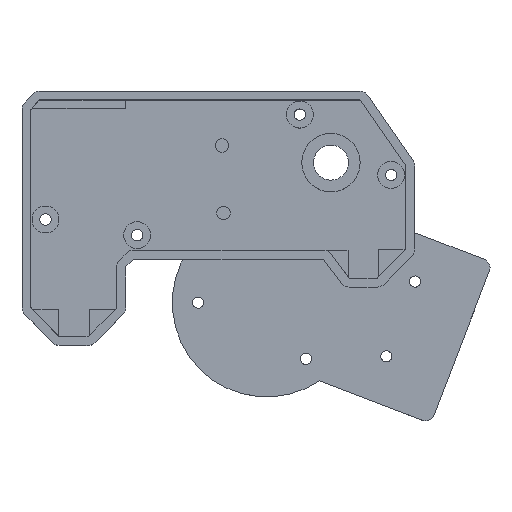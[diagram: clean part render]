
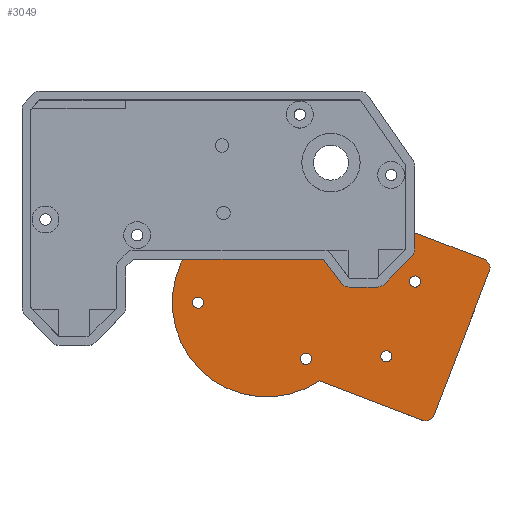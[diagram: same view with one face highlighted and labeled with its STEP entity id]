
A CAD part, top view. The second image highlights one B-rep face of the part: STEP entity #3049.
In plain terms, the highlighted planar face has unit normal (0, 0, 1).
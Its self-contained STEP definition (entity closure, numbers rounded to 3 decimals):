
#2998 = VERTEX_POINT('',#2999);
#2999 = CARTESIAN_POINT('',(86.548,-40.21,-5.));
#3005 = EDGE_CURVE('',#2998,#2998,#3006,.T.);
#3006 = CIRCLE('',#3007,1.25);
#3007 = AXIS2_PLACEMENT_3D('',#3008,#3009,#3010);
#3008 = CARTESIAN_POINT('',(85.298,-40.21,-5.));
#3009 = DIRECTION('',(0.,0.,-1.));
#3010 = DIRECTION('',(1.,0.,0.));
#3049 = ADVANCED_FACE('',(#3050,#3151,#3154,#3165,#3176),#3187,.T.);
#3050 = FACE_BOUND('',#3051,.F.);
#3051 = EDGE_LOOP('',(#3052,#3063,#3071,#3080,#3088,#3097,#3105,#3113,
    #3121,#3129,#3137,#3145));
#3052 = ORIENTED_EDGE('',*,*,#3053,.T.);
#3053 = EDGE_CURVE('',#3054,#3056,#3058,.T.);
#3054 = VERTEX_POINT('',#3055);
#3055 = CARTESIAN_POINT('',(100.702,-35.253,-5.));
#3056 = VERTEX_POINT('',#3057);
#3057 = CARTESIAN_POINT('',(101.854,-37.838,-5.));
#3058 = CIRCLE('',#3059,2.);
#3059 = AXIS2_PLACEMENT_3D('',#3060,#3061,#3062);
#3060 = CARTESIAN_POINT('',(99.987,-37.121,-5.));
#3061 = DIRECTION('',(0.,0.,-1.));
#3062 = DIRECTION('',(1.,0.,0.));
#3063 = ORIENTED_EDGE('',*,*,#3064,.T.);
#3064 = EDGE_CURVE('',#3056,#3065,#3067,.T.);
#3065 = VERTEX_POINT('',#3066);
#3066 = CARTESIAN_POINT('',(89.518,-69.965,-5.));
#3067 = LINE('',#3068,#3069);
#3068 = CARTESIAN_POINT('',(101.854,-37.838,-5.));
#3069 = VECTOR('',#3070,1.);
#3070 = DIRECTION('',(-0.358,-0.934,0.
    ));
#3071 = ORIENTED_EDGE('',*,*,#3072,.T.);
#3072 = EDGE_CURVE('',#3065,#3073,#3075,.T.);
#3073 = VERTEX_POINT('',#3074);
#3074 = CARTESIAN_POINT('',(86.934,-71.115,-5.));
#3075 = CIRCLE('',#3076,2.);
#3076 = AXIS2_PLACEMENT_3D('',#3077,#3078,#3079);
#3077 = CARTESIAN_POINT('',(87.651,-69.248,-5.));
#3078 = DIRECTION('',(0.,0.,-1.));
#3079 = DIRECTION('',(1.,0.,0.));
#3080 = ORIENTED_EDGE('',*,*,#3081,.T.);
#3081 = EDGE_CURVE('',#3073,#3082,#3084,.T.);
#3082 = VERTEX_POINT('',#3083);
#3083 = CARTESIAN_POINT('',(63.995,-62.309,-5.));
#3084 = LINE('',#3085,#3086);
#3085 = CARTESIAN_POINT('',(86.934,-71.115,-5.));
#3086 = VECTOR('',#3087,1.);
#3087 = DIRECTION('',(-0.934,0.358,0.
    ));
#3088 = ORIENTED_EDGE('',*,*,#3089,.T.);
#3089 = EDGE_CURVE('',#3082,#3090,#3092,.T.);
#3090 = VERTEX_POINT('',#3091);
#3091 = CARTESIAN_POINT('',(33.188,-36.089,-5.));
#3092 = CIRCLE('',#3093,21.);
#3093 = AXIS2_PLACEMENT_3D('',#3094,#3095,#3096);
#3094 = CARTESIAN_POINT('',(52.25,-44.9,-5.));
#3095 = DIRECTION('',(0.,0.,-1.));
#3096 = DIRECTION('',(1.,0.,0.));
#3097 = ORIENTED_EDGE('',*,*,#3098,.T.);
#3098 = EDGE_CURVE('',#3090,#3099,#3101,.T.);
#3099 = VERTEX_POINT('',#3100);
#3100 = CARTESIAN_POINT('',(33.993,-34.619,-5.));
#3101 = LINE('',#3102,#3103);
#3102 = CARTESIAN_POINT('',(33.188,-36.089,-5.));
#3103 = VECTOR('',#3104,1.);
#3104 = DIRECTION('',(0.481,0.877,0.)
  );
#3105 = ORIENTED_EDGE('',*,*,#3106,.T.);
#3106 = EDGE_CURVE('',#3099,#3107,#3109,.T.);
#3107 = VERTEX_POINT('',#3108);
#3108 = CARTESIAN_POINT('',(65.342,-34.619,-5.));
#3109 = LINE('',#3110,#3111);
#3110 = CARTESIAN_POINT('',(33.993,-34.619,-5.));
#3111 = VECTOR('',#3112,1.);
#3112 = DIRECTION('',(1.,0.,0.));
#3113 = ORIENTED_EDGE('',*,*,#3114,.F.);
#3114 = EDGE_CURVE('',#3115,#3107,#3117,.T.);
#3115 = VERTEX_POINT('',#3116);
#3116 = CARTESIAN_POINT('',(69.834,-40.868,-5.));
#3117 = LINE('',#3118,#3119);
#3118 = CARTESIAN_POINT('',(69.834,-40.868,-5.));
#3119 = VECTOR('',#3120,1.);
#3120 = DIRECTION('',(-0.584,0.812,0.
    ));
#3121 = ORIENTED_EDGE('',*,*,#3122,.F.);
#3122 = EDGE_CURVE('',#3123,#3115,#3125,.T.);
#3123 = VERTEX_POINT('',#3124);
#3124 = CARTESIAN_POINT('',(78.075,-40.679,-5.));
#3125 = LINE('',#3126,#3127);
#3126 = CARTESIAN_POINT('',(78.075,-40.679,-5.));
#3127 = VECTOR('',#3128,1.);
#3128 = DIRECTION('',(-1.,-0.023,
    0.));
#3129 = ORIENTED_EDGE('',*,*,#3130,.T.);
#3130 = EDGE_CURVE('',#3123,#3131,#3133,.T.);
#3131 = VERTEX_POINT('',#3132);
#3132 = CARTESIAN_POINT('',(84.764,-33.659,-5.));
#3133 = LINE('',#3134,#3135);
#3134 = CARTESIAN_POINT('',(78.075,-40.679,-5.));
#3135 = VECTOR('',#3136,1.);
#3136 = DIRECTION('',(0.69,0.724,0.)
  );
#3137 = ORIENTED_EDGE('',*,*,#3138,.T.);
#3138 = EDGE_CURVE('',#3131,#3139,#3141,.T.);
#3139 = VERTEX_POINT('',#3140);
#3140 = CARTESIAN_POINT('',(85.011,-29.238,-5.));
#3141 = LINE('',#3142,#3143);
#3142 = CARTESIAN_POINT('',(84.764,-33.659,-5.));
#3143 = VECTOR('',#3144,1.);
#3144 = DIRECTION('',(0.056,0.998,
    0.));
#3145 = ORIENTED_EDGE('',*,*,#3146,.F.);
#3146 = EDGE_CURVE('',#3054,#3139,#3147,.T.);
#3147 = LINE('',#3148,#3149);
#3148 = CARTESIAN_POINT('',(100.702,-35.253,-5.));
#3149 = VECTOR('',#3150,1.);
#3150 = DIRECTION('',(-0.934,0.358,0.
    ));
#3151 = FACE_BOUND('',#3152,.T.);
#3152 = EDGE_LOOP('',(#3153));
#3153 = ORIENTED_EDGE('',*,*,#3005,.T.);
#3154 = FACE_BOUND('',#3155,.T.);
#3155 = EDGE_LOOP('',(#3156));
#3156 = ORIENTED_EDGE('',*,*,#3157,.T.);
#3157 = EDGE_CURVE('',#3158,#3158,#3160,.T.);
#3158 = VERTEX_POINT('',#3159);
#3159 = CARTESIAN_POINT('',(80.153,-56.869,-5.));
#3160 = CIRCLE('',#3161,1.25);
#3161 = AXIS2_PLACEMENT_3D('',#3162,#3163,#3164);
#3162 = CARTESIAN_POINT('',(78.903,-56.869,-5.));
#3163 = DIRECTION('',(0.,0.,-1.));
#3164 = DIRECTION('',(1.,0.,0.));
#3165 = FACE_BOUND('',#3166,.T.);
#3166 = EDGE_LOOP('',(#3167));
#3167 = ORIENTED_EDGE('',*,*,#3168,.T.);
#3168 = EDGE_CURVE('',#3169,#3169,#3171,.T.);
#3169 = VERTEX_POINT('',#3170);
#3170 = CARTESIAN_POINT('',(62.247,-57.392,-5.));
#3171 = CIRCLE('',#3172,1.25);
#3172 = AXIS2_PLACEMENT_3D('',#3173,#3174,#3175);
#3173 = CARTESIAN_POINT('',(60.997,-57.392,-5.));
#3174 = DIRECTION('',(0.,0.,-1.));
#3175 = DIRECTION('',(1.,0.,0.));
#3176 = FACE_BOUND('',#3177,.T.);
#3177 = EDGE_LOOP('',(#3178));
#3178 = ORIENTED_EDGE('',*,*,#3179,.T.);
#3179 = EDGE_CURVE('',#3180,#3180,#3182,.T.);
#3180 = VERTEX_POINT('',#3181);
#3181 = CARTESIAN_POINT('',(38.25,-44.9,-5.));
#3182 = CIRCLE('',#3183,1.25);
#3183 = AXIS2_PLACEMENT_3D('',#3184,#3185,#3186);
#3184 = CARTESIAN_POINT('',(37.,-44.9,-5.));
#3185 = DIRECTION('',(0.,0.,-1.));
#3186 = DIRECTION('',(1.,0.,0.));
#3187 = PLANE('',#3188);
#3188 = AXIS2_PLACEMENT_3D('',#3189,#3190,#3191);
#3189 = CARTESIAN_POINT('',(67.75,-48.656,-5.));
#3190 = DIRECTION('',(0.,0.,1.));
#3191 = DIRECTION('',(1.,0.,0.));
